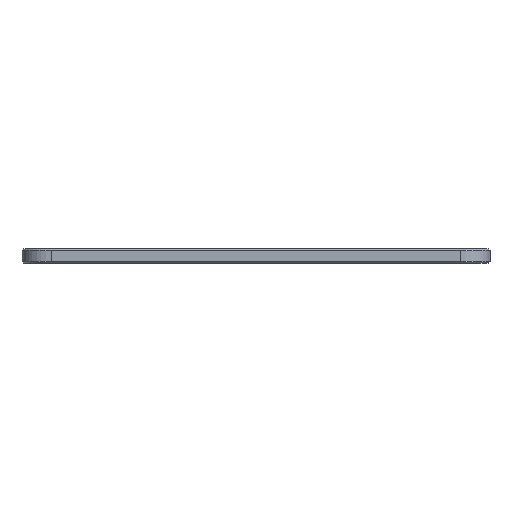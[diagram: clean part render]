
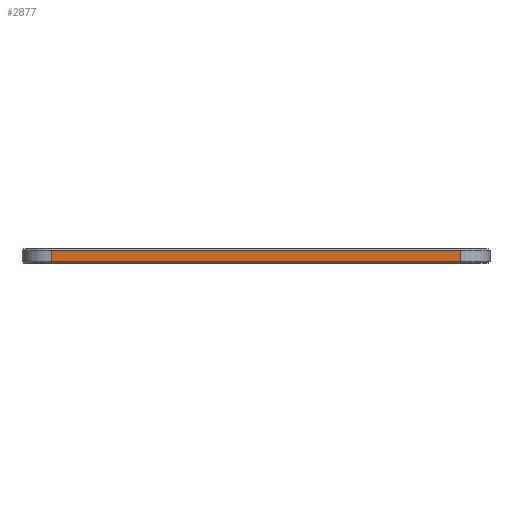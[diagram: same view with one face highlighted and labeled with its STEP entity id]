
A CAD part, front view. The second image highlights one B-rep face of the part: STEP entity #2877.
In plain terms, the highlighted planar face has unit normal (0, -1, 0).
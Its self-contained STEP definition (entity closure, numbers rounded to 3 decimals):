
#158 = PLANE('',#159);
#159 = AXIS2_PLACEMENT_3D('',#160,#161,#162);
#160 = CARTESIAN_POINT('',(0.,-6.1,0.15));
#161 = DIRECTION('',(0.,-0.707,-0.707));
#162 = DIRECTION('',(-1.,-0.,-0.));
#1127 = VERTEX_POINT('',#1128);
#1128 = CARTESIAN_POINT('',(87.5,-6.25,0.3));
#1164 = CYLINDRICAL_SURFACE('',#1165,6.25);
#1165 = AXIS2_PLACEMENT_3D('',#1166,#1167,#1168);
#1166 = CARTESIAN_POINT('',(87.5,0.,0.));
#1167 = DIRECTION('',(-0.,-0.,-1.));
#1168 = DIRECTION('',(1.,0.,0.));
#1236 = VERTEX_POINT('',#1237);
#1237 = CARTESIAN_POINT('',(0.,-6.25,0.3));
#1258 = EDGE_CURVE('',#1236,#1127,#1259,.T.);
#1259 = SURFACE_CURVE('',#1260,(#1264,#1271),.PCURVE_S1.);
#1260 = LINE('',#1261,#1262);
#1261 = CARTESIAN_POINT('',(0.,-6.25,0.3));
#1262 = VECTOR('',#1263,1.);
#1263 = DIRECTION('',(1.,0.,0.));
#1264 = PCURVE('',#158,#1265);
#1265 = DEFINITIONAL_REPRESENTATION('',(#1266),#1270);
#1266 = LINE('',#1267,#1268);
#1267 = CARTESIAN_POINT('',(-0.,-0.212));
#1268 = VECTOR('',#1269,1.);
#1269 = DIRECTION('',(-1.,0.));
#1270 = ( GEOMETRIC_REPRESENTATION_CONTEXT(2) 
PARAMETRIC_REPRESENTATION_CONTEXT() REPRESENTATION_CONTEXT('2D SPACE',''
  ) );
#1271 = PCURVE('',#1272,#1277);
#1272 = PLANE('',#1273);
#1273 = AXIS2_PLACEMENT_3D('',#1274,#1275,#1276);
#1274 = CARTESIAN_POINT('',(0.,-6.25,0.));
#1275 = DIRECTION('',(0.,1.,0.));
#1276 = DIRECTION('',(1.,0.,0.));
#1277 = DEFINITIONAL_REPRESENTATION('',(#1278),#1282);
#1278 = LINE('',#1279,#1280);
#1279 = CARTESIAN_POINT('',(0.,-0.3));
#1280 = VECTOR('',#1281,1.);
#1281 = DIRECTION('',(1.,0.));
#1282 = ( GEOMETRIC_REPRESENTATION_CONTEXT(2) 
PARAMETRIC_REPRESENTATION_CONTEXT() REPRESENTATION_CONTEXT('2D SPACE',''
  ) );
#1305 = CYLINDRICAL_SURFACE('',#1306,6.25);
#1306 = AXIS2_PLACEMENT_3D('',#1307,#1308,#1309);
#1307 = CARTESIAN_POINT('',(0.,0.,0.));
#1308 = DIRECTION('',(-0.,-0.,-1.));
#1309 = DIRECTION('',(1.,0.,0.));
#2772 = EDGE_CURVE('',#1127,#2773,#2775,.T.);
#2773 = VERTEX_POINT('',#2774);
#2774 = CARTESIAN_POINT('',(87.5,-6.25,2.825));
#2775 = SURFACE_CURVE('',#2776,(#2780,#2787),.PCURVE_S1.);
#2776 = LINE('',#2777,#2778);
#2777 = CARTESIAN_POINT('',(87.5,-6.25,0.));
#2778 = VECTOR('',#2779,1.);
#2779 = DIRECTION('',(0.,0.,1.));
#2780 = PCURVE('',#1164,#2781);
#2781 = DEFINITIONAL_REPRESENTATION('',(#2782),#2786);
#2782 = LINE('',#2783,#2784);
#2783 = CARTESIAN_POINT('',(-4.712,0.));
#2784 = VECTOR('',#2785,1.);
#2785 = DIRECTION('',(-0.,-1.));
#2786 = ( GEOMETRIC_REPRESENTATION_CONTEXT(2) 
PARAMETRIC_REPRESENTATION_CONTEXT() REPRESENTATION_CONTEXT('2D SPACE',''
  ) );
#2787 = PCURVE('',#1272,#2788);
#2788 = DEFINITIONAL_REPRESENTATION('',(#2789),#2793);
#2789 = LINE('',#2790,#2791);
#2790 = CARTESIAN_POINT('',(87.5,0.));
#2791 = VECTOR('',#2792,1.);
#2792 = DIRECTION('',(0.,-1.));
#2793 = ( GEOMETRIC_REPRESENTATION_CONTEXT(2) 
PARAMETRIC_REPRESENTATION_CONTEXT() REPRESENTATION_CONTEXT('2D SPACE',''
  ) );
#2877 = ADVANCED_FACE('',(#2878),#1272,.F.);
#2878 = FACE_BOUND('',#2879,.F.);
#2879 = EDGE_LOOP('',(#2880,#2903,#2929,#2930));
#2880 = ORIENTED_EDGE('',*,*,#2881,.T.);
#2881 = EDGE_CURVE('',#1236,#2882,#2884,.T.);
#2882 = VERTEX_POINT('',#2883);
#2883 = CARTESIAN_POINT('',(0.,-6.25,2.825));
#2884 = SURFACE_CURVE('',#2885,(#2889,#2896),.PCURVE_S1.);
#2885 = LINE('',#2886,#2887);
#2886 = CARTESIAN_POINT('',(0.,-6.25,0.));
#2887 = VECTOR('',#2888,1.);
#2888 = DIRECTION('',(0.,0.,1.));
#2889 = PCURVE('',#1272,#2890);
#2890 = DEFINITIONAL_REPRESENTATION('',(#2891),#2895);
#2891 = LINE('',#2892,#2893);
#2892 = CARTESIAN_POINT('',(0.,0.));
#2893 = VECTOR('',#2894,1.);
#2894 = DIRECTION('',(0.,-1.));
#2895 = ( GEOMETRIC_REPRESENTATION_CONTEXT(2) 
PARAMETRIC_REPRESENTATION_CONTEXT() REPRESENTATION_CONTEXT('2D SPACE',''
  ) );
#2896 = PCURVE('',#1305,#2897);
#2897 = DEFINITIONAL_REPRESENTATION('',(#2898),#2902);
#2898 = LINE('',#2899,#2900);
#2899 = CARTESIAN_POINT('',(-4.712,0.));
#2900 = VECTOR('',#2901,1.);
#2901 = DIRECTION('',(-0.,-1.));
#2902 = ( GEOMETRIC_REPRESENTATION_CONTEXT(2) 
PARAMETRIC_REPRESENTATION_CONTEXT() REPRESENTATION_CONTEXT('2D SPACE',''
  ) );
#2903 = ORIENTED_EDGE('',*,*,#2904,.T.);
#2904 = EDGE_CURVE('',#2882,#2773,#2905,.T.);
#2905 = SURFACE_CURVE('',#2906,(#2910,#2917),.PCURVE_S1.);
#2906 = LINE('',#2907,#2908);
#2907 = CARTESIAN_POINT('',(0.,-6.25,2.825));
#2908 = VECTOR('',#2909,1.);
#2909 = DIRECTION('',(1.,0.,0.));
#2910 = PCURVE('',#1272,#2911);
#2911 = DEFINITIONAL_REPRESENTATION('',(#2912),#2916);
#2912 = LINE('',#2913,#2914);
#2913 = CARTESIAN_POINT('',(0.,-2.825));
#2914 = VECTOR('',#2915,1.);
#2915 = DIRECTION('',(1.,0.));
#2916 = ( GEOMETRIC_REPRESENTATION_CONTEXT(2) 
PARAMETRIC_REPRESENTATION_CONTEXT() REPRESENTATION_CONTEXT('2D SPACE',''
  ) );
#2917 = PCURVE('',#2918,#2923);
#2918 = PLANE('',#2919);
#2919 = AXIS2_PLACEMENT_3D('',#2920,#2921,#2922);
#2920 = CARTESIAN_POINT('',(0.,-6.1,2.975));
#2921 = DIRECTION('',(0.,0.707,-0.707));
#2922 = DIRECTION('',(-1.,-0.,-0.));
#2923 = DEFINITIONAL_REPRESENTATION('',(#2924),#2928);
#2924 = LINE('',#2925,#2926);
#2925 = CARTESIAN_POINT('',(-0.,-0.212));
#2926 = VECTOR('',#2927,1.);
#2927 = DIRECTION('',(-1.,0.));
#2928 = ( GEOMETRIC_REPRESENTATION_CONTEXT(2) 
PARAMETRIC_REPRESENTATION_CONTEXT() REPRESENTATION_CONTEXT('2D SPACE',''
  ) );
#2929 = ORIENTED_EDGE('',*,*,#2772,.F.);
#2930 = ORIENTED_EDGE('',*,*,#1258,.F.);
